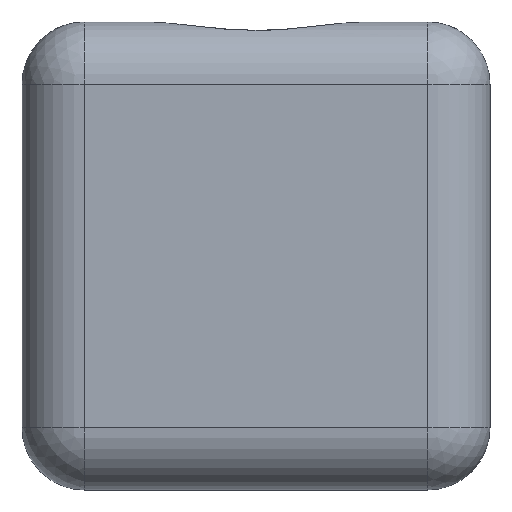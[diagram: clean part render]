
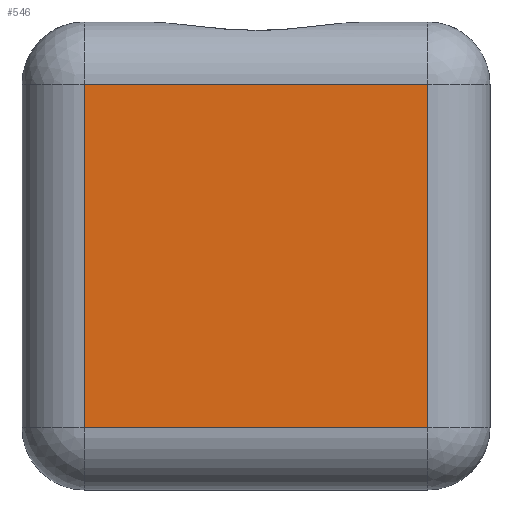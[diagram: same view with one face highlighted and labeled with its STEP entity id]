
A CAD part, front view. The second image highlights one B-rep face of the part: STEP entity #546.
In plain terms, the highlighted planar face has unit normal (0, -1, 0).
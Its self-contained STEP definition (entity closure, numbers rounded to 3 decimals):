
#105=FACE_OUTER_BOUND('',#142,.T.);
#142=EDGE_LOOP('',(#486,#487,#488,#489));
#162=LINE('',#940,#203);
#168=LINE('',#994,#209);
#172=LINE('',#1002,#213);
#178=LINE('',#1012,#219);
#203=VECTOR('',#684,10.);
#209=VECTOR('',#752,10.);
#213=VECTOR('',#764,10.);
#219=VECTOR('',#778,10.);
#251=VERTEX_POINT('',#937);
#252=VERTEX_POINT('',#939);
#259=VERTEX_POINT('',#964);
#267=VERTEX_POINT('',#986);
#301=EDGE_CURVE('',#251,#252,#162,.T.);
#327=EDGE_CURVE('',#267,#259,#168,.T.);
#332=EDGE_CURVE('',#252,#267,#172,.T.);
#338=EDGE_CURVE('',#259,#251,#178,.T.);
#486=ORIENTED_EDGE('',*,*,#301,.F.);
#487=ORIENTED_EDGE('',*,*,#338,.F.);
#488=ORIENTED_EDGE('',*,*,#327,.F.);
#489=ORIENTED_EDGE('',*,*,#332,.F.);
#510=PLANE('',#626);
#546=ADVANCED_FACE('',(#105),#510,.F.);
#626=AXIS2_PLACEMENT_3D('',#1026,#798,#799);
#684=DIRECTION('',(1.,0.,0.));
#752=DIRECTION('',(-1.,0.,0.));
#764=DIRECTION('',(0.,0.,-1.));
#778=DIRECTION('',(0.,0.,1.));
#798=DIRECTION('center_axis',(0.,1.,0.));
#799=DIRECTION('ref_axis',(0.,0.,1.));
#937=CARTESIAN_POINT('',(10.,-75.,65.));
#939=CARTESIAN_POINT('',(65.,-75.,65.));
#940=CARTESIAN_POINT('',(37.5,-75.,65.));
#964=CARTESIAN_POINT('',(10.,-75.,10.));
#986=CARTESIAN_POINT('',(65.,-75.,10.));
#994=CARTESIAN_POINT('',(37.5,-75.,10.));
#1002=CARTESIAN_POINT('',(65.,-75.,37.5));
#1012=CARTESIAN_POINT('',(10.,-75.,37.5));
#1026=CARTESIAN_POINT('Origin',(37.5,-75.,37.5));
